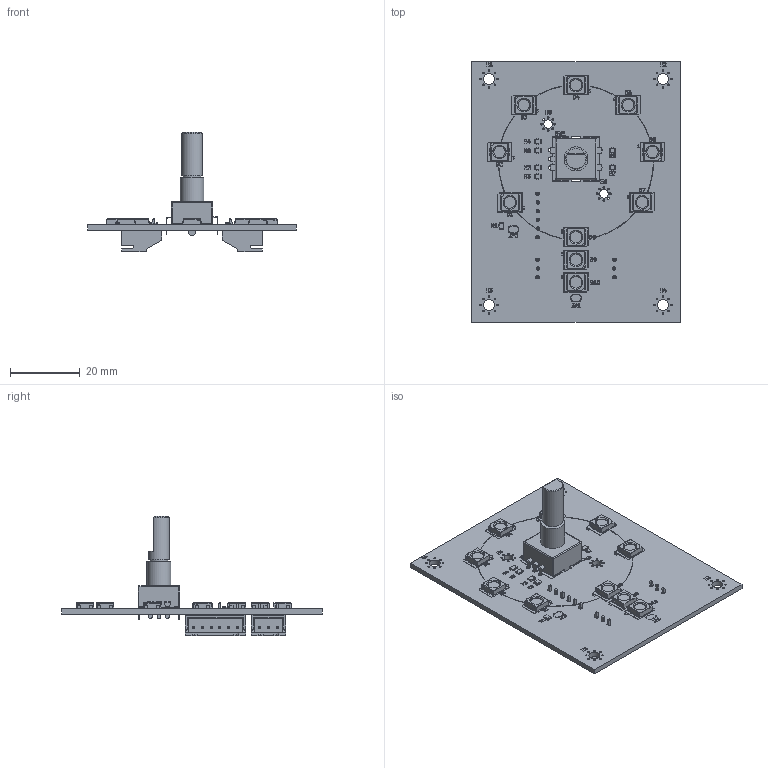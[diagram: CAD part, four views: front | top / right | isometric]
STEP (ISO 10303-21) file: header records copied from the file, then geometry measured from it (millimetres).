
FILE_DESCRIPTION(('KiCad electronic assembly'),'2;1');
FILE_NAME('djfab-pcb.step','2025-07-15T21:48:03',('Pcbnew'),('Kicad'), 'Open CASCADE STEP processor 7.8','KiCad to STEP converter','Unknown' );
FILE_SCHEMA(('AUTOMOTIVE_DESIGN { 1 0 10303 214 1 1 1 1 }'));
Length unit declared in the file: millimetre
Products named in the file (8): djfab-pcb 1; LED_WS2812B_PLCC4_5.0x5.0mm_P3.2mm; Rotary Encoder; R_0805_2012Metric; JST_XH_S6B-XH-A_1x06_P2.50mm_Horizontal; JST_XH_S3B-XH-A_1x03_P2.50mm_Horizontal; djfab-pcb_silkscreen; djfab-pcb_PCB
Assembly tree (23 placements, depth 2):
  djfab-pcb 1
    LED_WS2812B_PLCC4_5.0x5.0mm_P3.2mm  x10
    Rotary Encoder
    R_0805_2012Metric  x7
    JST_XH_S6B-XH-A_1x06_P2.50mm_Horizontal
    JST_XH_S3B-XH-A_1x03_P2.50mm_Horizontal  x2
    djfab-pcb_silkscreen
    djfab-pcb_PCB
Bounding box: 60 x 75 x 34.28 mm (x, y, z)
Volume: 9381.4 mm3; surface area: 14164.7 mm2
Topology: 23 solids, 236 shells, 1768 faces, 8071 edges, 6563 vertices
Faces by surface type: plane 1327, cylinder 422, cone 11, sphere 8
Full cylindrical faces by diameter (mm): 0.5 x48, 0.95 x12, 1 x5, 2.5 x2, 3.2 x4, 3.333 x10, 5 x1, 6 x1, 6.884 x1
Entity records: 58969 total; most frequent: CARTESIAN_POINT 11249, DIRECTION 8547, ORIENTED_EDGE 7231, EDGE_CURVE 5485, VERTEX_POINT 4871, LINE 4193, VECTOR 4193, AXIS2_PLACEMENT_3D 2177
